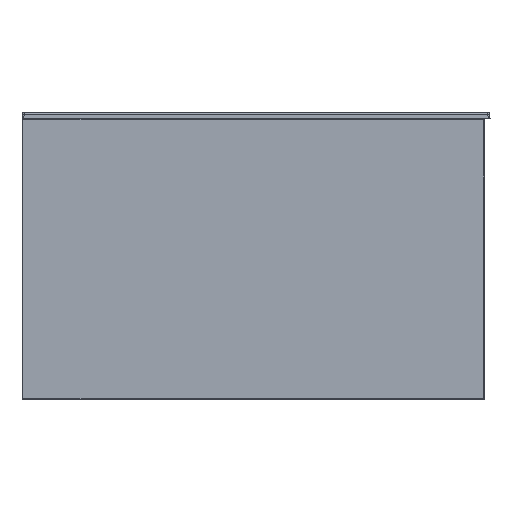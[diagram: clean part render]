
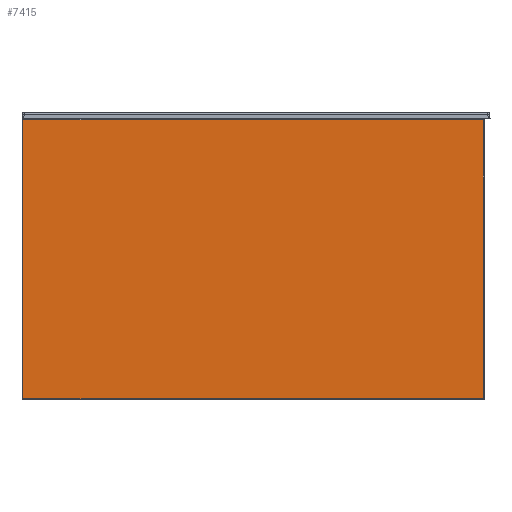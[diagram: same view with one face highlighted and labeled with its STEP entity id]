
A CAD part, left-side view. The second image highlights one B-rep face of the part: STEP entity #7415.
In plain terms, the highlighted planar face has unit normal (-1, 0, 0).
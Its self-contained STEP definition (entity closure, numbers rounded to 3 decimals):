
#1141=FACE_OUTER_BOUND('',#1609,.T.);
#1609=EDGE_LOOP('',(#6584,#6585,#6586,#6587));
#2196=LINE('',#33413,#2840);
#2200=LINE('',#33421,#2844);
#2203=LINE('',#33427,#2847);
#2206=LINE('',#33432,#2850);
#2840=VECTOR('',#9667,1.);
#2844=VECTOR('',#9673,1.);
#2847=VECTOR('',#9678,1.);
#2850=VECTOR('',#9683,1.);
#3519=VERTEX_POINT('',#33411);
#3520=VERTEX_POINT('',#33412);
#3523=VERTEX_POINT('',#33420);
#3525=VERTEX_POINT('',#33426);
#4542=EDGE_CURVE('',#3519,#3520,#2196,.T.);
#4546=EDGE_CURVE('',#3523,#3519,#2200,.T.);
#4549=EDGE_CURVE('',#3525,#3523,#2203,.T.);
#4552=EDGE_CURVE('',#3520,#3525,#2206,.T.);
#6584=ORIENTED_EDGE('',*,*,#4542,.T.);
#6585=ORIENTED_EDGE('',*,*,#4552,.T.);
#6586=ORIENTED_EDGE('',*,*,#4549,.T.);
#6587=ORIENTED_EDGE('',*,*,#4546,.T.);
#6957=PLANE('',#8061);
#7415=ADVANCED_FACE('',(#1141),#6957,.F.);
#8061=AXIS2_PLACEMENT_3D('',#33435,#9687,#9688);
#9667=DIRECTION('',(0.,1.,0.));
#9673=DIRECTION('',(0.,0.,1.));
#9678=DIRECTION('',(0.,-1.,0.));
#9683=DIRECTION('',(0.,0.,-1.));
#9687=DIRECTION('center_axis',(1.,0.,0.));
#9688=DIRECTION('ref_axis',(0.,0.,-1.));
#33411=CARTESIAN_POINT('',(-797.,-493.,299.));
#33412=CARTESIAN_POINT('',(-797.,-1.,299.));
#33413=CARTESIAN_POINT('',(-797.,-370.,299.));
#33420=CARTESIAN_POINT('',(-797.,-493.,1.));
#33421=CARTESIAN_POINT('',(-797.,-493.,75.5));
#33426=CARTESIAN_POINT('',(-797.,-1.,1.));
#33427=CARTESIAN_POINT('',(-797.,-124.,1.));
#33432=CARTESIAN_POINT('',(-797.,-1.,224.5));
#33435=CARTESIAN_POINT('Origin',(-797.,-247.,150.));
